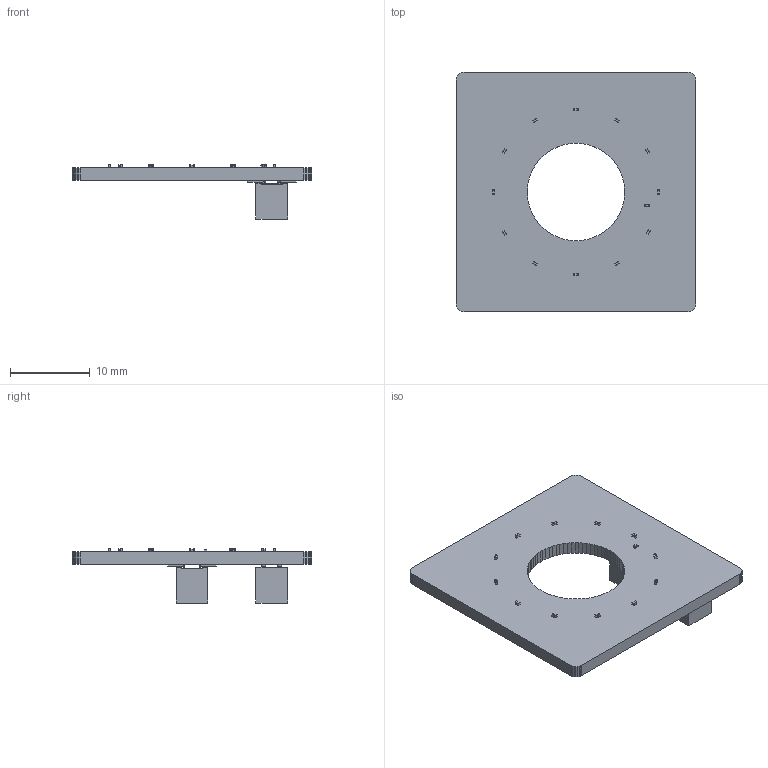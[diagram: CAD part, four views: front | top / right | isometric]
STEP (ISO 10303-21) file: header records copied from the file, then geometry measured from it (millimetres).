
FILE_DESCRIPTION(('KiCad electronic assembly'),'2;1');
FILE_NAME('pedalboard-led-ring-3D.step','2023-06-02T14:38:28',('Pcbnew') ,('Kicad'),'Open CASCADE STEP processor 7.5','KiCad to STEP converter' ,'Unknown');
FILE_SCHEMA(('AUTOMOTIVE_DESIGN { 1 0 10303 214 1 1 1 1 }'));
Length unit declared in the file: millimetre
Products named in the file (8): pedalboard-led-ring-3D 1; C_0201_0603Metric; SOLID; R_0201_0603Metric; PinSocket_2x02_P2.00mm_Vertical_SMD; tmpo5x02n0y PCB
Assembly tree (19 placements, depth 3):
  pedalboard-led-ring-3D 1
    C_0201_0603Metric  x12
      SOLID
    R_0201_0603Metric
      SOLID
    PinSocket_2x02_P2.00mm_Vertical_SMD  x2
      SOLID
    tmpo5x02n0y PCB
Bounding box: 30 x 30 x 6.78 mm (x, y, z)
Volume: 1370.6 mm3; surface area: 2120.4 mm2
Topology: 16 solids, 16 shells, 778 faces, 2026 edges, 1328 vertices
Faces by surface type: plane 602, cylinder 176
Entity records: 22768 total; most frequent: CARTESIAN_POINT 3714, DIRECTION 3281, LINE 2445, VECTOR 2445, ORIENTED_EDGE 1716, PCURVE 1716, DEFINITIONAL_REPRESENTATION 1716, EDGE_CURVE 858
